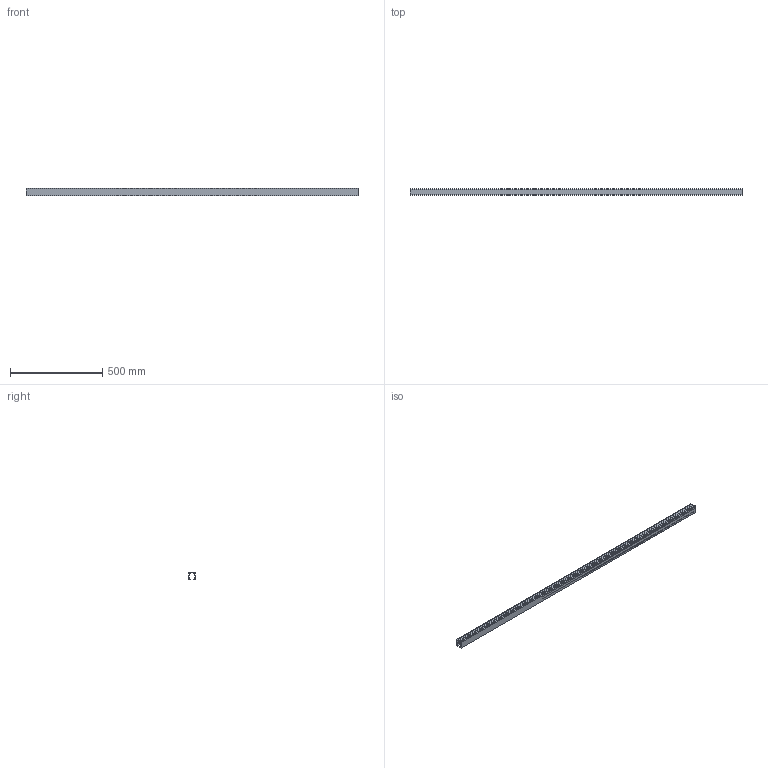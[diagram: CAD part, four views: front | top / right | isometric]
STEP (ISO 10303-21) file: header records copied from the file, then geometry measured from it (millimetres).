
FILE_DESCRIPTION(/* description */ ('Unknown'),/* implementation_level */ '2;1');
FILE_NAME(/* name */ '8600B-1 - Laufschiene',/* time_stamp */ '2017-04-19T15:22:16+02:00',/* author */ ('Unknown'),/* organization */ ('Unknown'),/* preprocessor_version */ 'ST-DEVELOPER v16.7',/* originating_system */ 'DEX',/* authorisation */ $);
FILE_SCHEMA (('AUTOMOTIVE_DESIGN {1 0 10303 214 3 1 1}'));
Length unit declared in the file: millimetre
Products named in the file (1): SA8600B-1
Bounding box: 1800 x 37.5 x 40.5 mm (x, y, z)
Volume: 820353.6 mm3; surface area: 490813.8 mm2
Topology: 1 solids, 1 shells, 52 faces, 150 edges, 100 vertices
Faces by surface type: plane 49, cylinder 3
Entity records: 1710 total; most frequent: CARTESIAN_POINT 303, ORIENTED_EDGE 300, DIRECTION 262, EDGE_CURVE 150, LINE 144, VECTOR 144, VERTEX_POINT 100, AXIS2_PLACEMENT_3D 59
